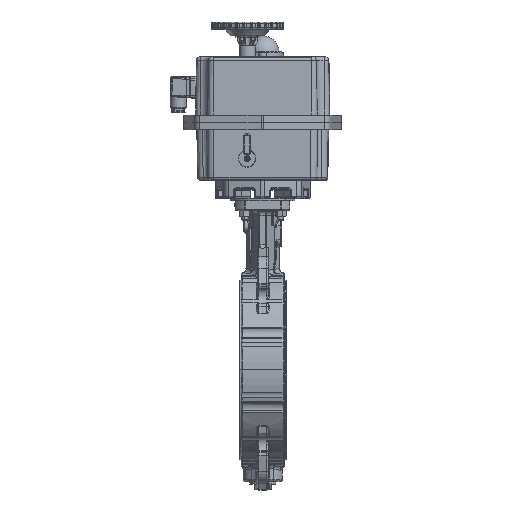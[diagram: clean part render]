
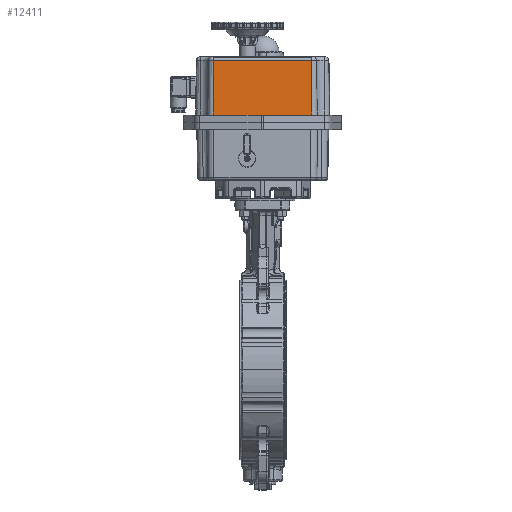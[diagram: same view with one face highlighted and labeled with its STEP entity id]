
A CAD part, top view. The second image highlights one B-rep face of the part: STEP entity #12411.
In plain terms, the highlighted planar face has unit normal (-0.005, 0.018, 1).
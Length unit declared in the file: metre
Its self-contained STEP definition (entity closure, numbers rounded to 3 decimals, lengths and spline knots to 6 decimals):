
#210 = ORIENTED_EDGE ( 'NONE', *, *, #38273, .T. ) ;
#2447 = CARTESIAN_POINT ( 'NONE',  ( -0.083154, 0.318366, 0.516815 ) ) ;
#5211 = VERTEX_POINT ( 'NONE', #85453 ) ;
#9283 = VECTOR ( 'NONE', #92229, 1. ) ;
#9464 = EDGE_CURVE ( 'NONE', #86236, #18740, #28109, .T. ) ;
#12411 = ADVANCED_FACE ( 'NONE', ( #41430 ), #32313, .T. ) ;
#14549 = LINE ( 'NONE', #75634, #9283 ) ;
#18740 = VERTEX_POINT ( 'NONE', #51147 ) ;
#18949 = DIRECTION ( 'NONE',  ( -1., 0., -0.006 ) ) ;
#20702 = LINE ( 'NONE', #2447, #82410 ) ;
#24379 = EDGE_CURVE ( 'NONE', #5211, #54931, #14549, .T. ) ;
#28109 = LINE ( 'NONE', #81197, #109773 ) ;
#32313 = PLANE ( 'NONE',  #45035 ) ;
#38273 = EDGE_CURVE ( 'NONE', #86236, #54931, #60688, .T. ) ;
#41430 = FACE_OUTER_BOUND ( 'NONE', #109727, .T. ) ;
#45035 = AXIS2_PLACEMENT_3D ( 'NONE', #59102, #67126, #58549 ) ;
#51147 = CARTESIAN_POINT ( 'NONE',  ( -0.083154, 0.318366, 0.516815 ) ) ;
#52133 = DIRECTION ( 'NONE',  ( 0., 1., -0.017 ) ) ;
#54931 = VERTEX_POINT ( 'NONE', #96126 ) ;
#58549 = DIRECTION ( 'NONE',  ( -1., 0., -0.006 ) ) ;
#59102 = CARTESIAN_POINT ( 'NONE',  ( 0.052663, 0.308366, 0.51774 ) ) ;
#60688 = LINE ( 'NONE', #68684, #62353 ) ;
#62353 = VECTOR ( 'NONE', #52133, 1. ) ;
#62997 = DIRECTION ( 'NONE',  ( 0., 1., -0.017 ) ) ;
#67126 = DIRECTION ( 'NONE',  ( -0.006, 0.017, 1. ) ) ;
#68684 = CARTESIAN_POINT ( 'NONE',  ( 0.052664, 0.318366, 0.517565 ) ) ;
#75634 = CARTESIAN_POINT ( 'NONE',  ( -0.083147, 0.394053, 0.515494 ) ) ;
#76740 = CARTESIAN_POINT ( 'NONE',  ( 0.052664, 0.318366, 0.517565 ) ) ;
#81197 = CARTESIAN_POINT ( 'NONE',  ( 0.052664, 0.318366, 0.517565 ) ) ;
#82410 = VECTOR ( 'NONE', #62997, 1. ) ;
#84912 = ORIENTED_EDGE ( 'NONE', *, *, #112562, .F. ) ;
#85453 = CARTESIAN_POINT ( 'NONE',  ( -0.083147, 0.394053, 0.515494 ) ) ;
#86236 = VERTEX_POINT ( 'NONE', #76740 ) ;
#90207 = ORIENTED_EDGE ( 'NONE', *, *, #24379, .F. ) ;
#92018 = ORIENTED_EDGE ( 'NONE', *, *, #9464, .F. ) ;
#92229 = DIRECTION ( 'NONE',  ( 1., 0., 0.006 ) ) ;
#96126 = CARTESIAN_POINT ( 'NONE',  ( 0.052671, 0.394053, 0.516244 ) ) ;
#109727 = EDGE_LOOP ( 'NONE', ( #90207, #84912, #92018, #210 ) ) ;
#109773 = VECTOR ( 'NONE', #18949, 1. ) ;
#112562 = EDGE_CURVE ( 'NONE', #18740, #5211, #20702, .T. ) ;
